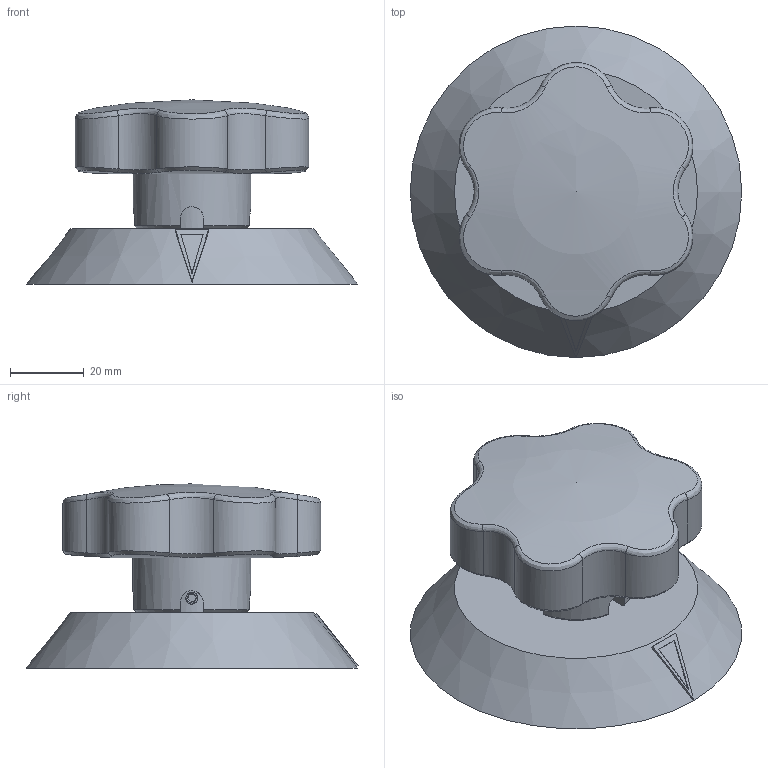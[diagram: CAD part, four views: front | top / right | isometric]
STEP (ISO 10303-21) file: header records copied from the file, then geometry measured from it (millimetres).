
FILE_DESCRIPTION(/* description */ ('File 3d .step'),/* implementation_level */ '2;1');
FILE_NAME(/* name */ '6129045_VBI_90_ø12',/* time_stamp */ '2019-08-26T11:22:35+02:00',/* author */ ('Zorzan D.'),/* organization */ ('Gamm Srl.'),/* preprocessor_version */ 'ST-DEVELOPER v16.7',/* originating_system */ 'DEX',/* authorisation */ $);
FILE_SCHEMA (('AUTOMOTIVE_DESIGN {1 0 10303 214 3 1 1}'));
Length unit declared in the file: millimetre
Products named in the file (1): 6129045_VBI_90_ø12
Bounding box: 90 x 90.1 x 50 mm (x, y, z)
Volume: 74906.3 mm3; surface area: 31554 mm2
Topology: 1 solids, 1 shells, 187 faces, 483 edges, 303 vertices
Faces by surface type: plane 84, cylinder 41, bspline 36, cone 14, torus 11, sphere 1
Full cylindrical faces by diameter (mm): 3.242 x2, 4 x2, 12 x1, 14.2 x1, 24.1 x1, 25 x1, 32 x1
Entity records: 8037 total; most frequent: CARTESIAN_POINT 2688, ORIENTED_EDGE 888, DIRECTION 693, EDGE_CURVE 444, VERTEX_POINT 291, AXIS2_PLACEMENT_3D 255, FACE_BOUND 231, EDGE_LOOP 230
